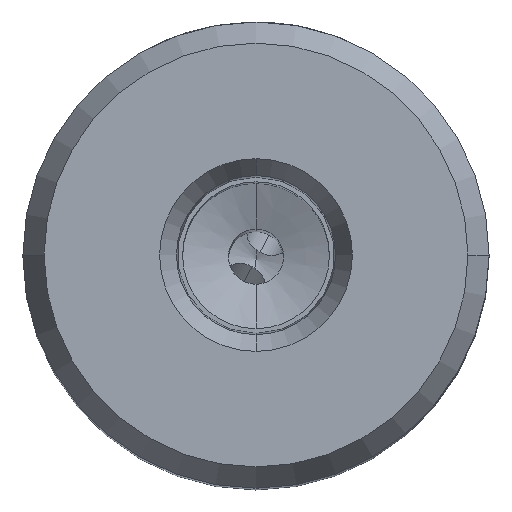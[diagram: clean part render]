
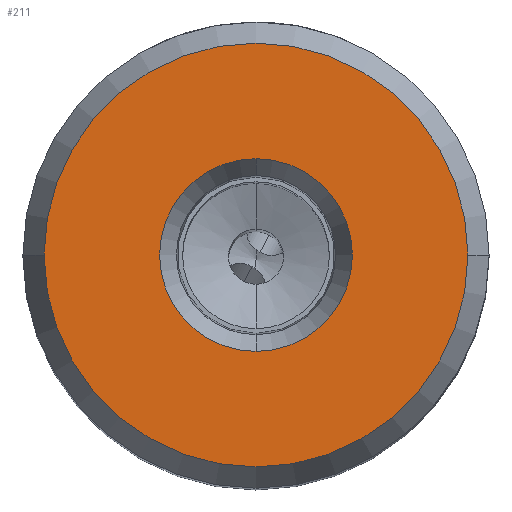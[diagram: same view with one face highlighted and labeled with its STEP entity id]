
A CAD part, top view. The second image highlights one B-rep face of the part: STEP entity #211.
In plain terms, the highlighted planar face has unit normal (0, 0, 1).
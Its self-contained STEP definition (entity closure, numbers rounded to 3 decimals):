
#50=FACE_BOUND('',#526,.T.);
#51=FACE_BOUND('',#527,.T.);
#65=PLANE('',#2968);
#211=ADVANCED_FACE('',(#50,#51),#65,.T.);
#526=EDGE_LOOP('',(#1056,#1057));
#527=EDGE_LOOP('',(#1058,#1059));
#657=CIRCLE('',#2962,5.25);
#658=CIRCLE('',#2964,5.25);
#659=CIRCLE('',#2966,11.545);
#660=CIRCLE('',#2967,11.545);
#1056=ORIENTED_EDGE('',*,*,#2212,.F.);
#1057=ORIENTED_EDGE('',*,*,#2215,.F.);
#1058=ORIENTED_EDGE('',*,*,#2216,.F.);
#1059=ORIENTED_EDGE('',*,*,#2217,.F.);
#1876=VERTEX_POINT('',#5298);
#1877=VERTEX_POINT('',#5299);
#1878=VERTEX_POINT('',#5306);
#1879=VERTEX_POINT('',#5307);
#2212=EDGE_CURVE('',#1876,#1877,#657,.T.);
#2215=EDGE_CURVE('',#1877,#1876,#658,.T.);
#2216=EDGE_CURVE('',#1878,#1879,#659,.T.);
#2217=EDGE_CURVE('',#1879,#1878,#660,.T.);
#2962=AXIS2_PLACEMENT_3D('',#5297,#3250,#3251);
#2964=AXIS2_PLACEMENT_3D('',#5303,#3256,#3257);
#2966=AXIS2_PLACEMENT_3D('',#5305,#3260,#3261);
#2967=AXIS2_PLACEMENT_3D('',#5308,#3262,#3263);
#2968=AXIS2_PLACEMENT_3D('',#5309,#3264,#3265);
#3250=DIRECTION('',(0.,0.,1.));
#3251=DIRECTION('',(0.,-1.,0.));
#3256=DIRECTION('',(0.,0.,1.));
#3257=DIRECTION('',(0.,1.,0.));
#3260=DIRECTION('',(0.,0.,-1.));
#3261=DIRECTION('',(-1.,0.,0.));
#3262=DIRECTION('',(0.,0.,-1.));
#3263=DIRECTION('',(1.,0.,0.));
#3264=DIRECTION('',(0.,0.,1.));
#3265=DIRECTION('',(1.,0.,0.));
#5297=CARTESIAN_POINT('',(0.,0.,28.65));
#5298=CARTESIAN_POINT('',(0.,-5.25,28.65));
#5299=CARTESIAN_POINT('',(0.,5.25,28.65));
#5303=CARTESIAN_POINT('',(0.,0.,28.65));
#5305=CARTESIAN_POINT('',(0.,0.,28.65));
#5306=CARTESIAN_POINT('',(-11.545,0.,28.65));
#5307=CARTESIAN_POINT('',(11.545,0.,28.65));
#5308=CARTESIAN_POINT('',(0.,0.,28.65));
#5309=CARTESIAN_POINT('',(0.,0.,28.65));
